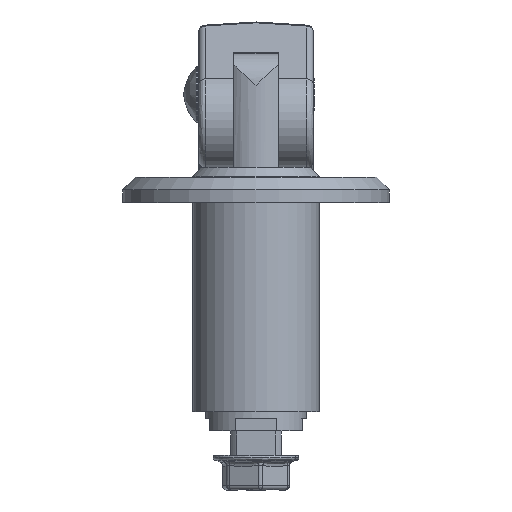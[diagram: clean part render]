
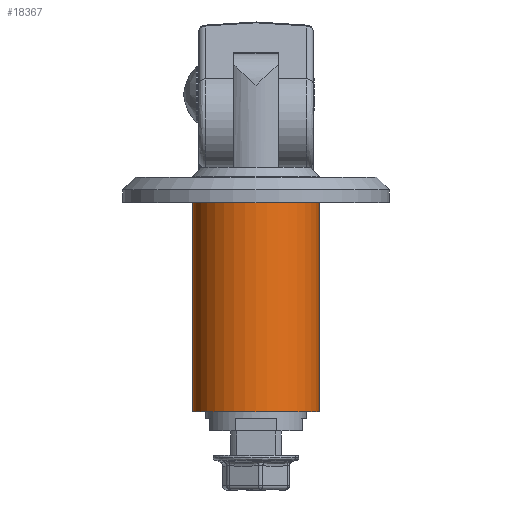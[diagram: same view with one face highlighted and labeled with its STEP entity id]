
A CAD part, front view. The second image highlights one B-rep face of the part: STEP entity #18367.
In plain terms, the highlighted cylindrical face has radius 10 mm (diameter 20 mm), a partial arc.
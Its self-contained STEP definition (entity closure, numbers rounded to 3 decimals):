
#1144 = VERTEX_POINT ( 'NONE', #22694 ) ;
#1360 = EDGE_LOOP ( 'NONE', ( #20744, #20745, #20746, #20747 ) ) ;
#6472 = FACE_OUTER_BOUND ( 'NONE', #1360, .T. ) ;
#6479 = CYLINDRICAL_SURFACE ( 'NONE', #28040, 10. ) ;
#9459 = DIRECTION ( 'NONE',  ( -1., 0., 0. ) ) ;
#9460 = DIRECTION ( 'NONE',  ( 0., 0., -1. ) ) ;
#9461 = CARTESIAN_POINT ( 'NONE',  ( 0., 0., 33. ) ) ;
#16560 = VERTEX_POINT ( 'NONE', #23582 ) ;
#16565 = VERTEX_POINT ( 'NONE', #23587 ) ;
#16570 = VERTEX_POINT ( 'NONE', #23592 ) ;
#17067 = EDGE_CURVE ( 'NONE', #16565, #16560, #25493, .T. ) ;
#17079 = EDGE_CURVE ( 'NONE', #1144, #16570, #25520, .T. ) ;
#17155 = EDGE_CURVE ( 'NONE', #16570, #16560, #25622, .T. ) ;
#17156 = EDGE_CURVE ( 'NONE', #16565, #1144, #25623, .T. ) ;
#18367 = ADVANCED_FACE ( 'NONE', ( #6472 ), #6479, .T. ) ;
#20744 = ORIENTED_EDGE ( 'NONE', *, *, #17067, .F. ) ;
#20745 = ORIENTED_EDGE ( 'NONE', *, *, #17156, .T. ) ;
#20746 = ORIENTED_EDGE ( 'NONE', *, *, #17079, .T. ) ;
#20747 = ORIENTED_EDGE ( 'NONE', *, *, #17155, .T. ) ;
#22225 = AXIS2_PLACEMENT_3D ( 'NONE', #26898, #26905, #26906 ) ;
#22226 = AXIS2_PLACEMENT_3D ( 'NONE', #26901, #26908, #26909 ) ;
#22694 = CARTESIAN_POINT ( 'NONE',  ( -10., 0., 33. ) ) ;
#23582 = CARTESIAN_POINT ( 'NONE',  ( 10., 0., 0. ) ) ;
#23587 = CARTESIAN_POINT ( 'NONE',  ( 10., 0., 33. ) ) ;
#23592 = CARTESIAN_POINT ( 'NONE',  ( -10., 0., 0. ) ) ;
#25493 = LINE ( 'NONE', #26563, #25499 ) ;
#25499 = VECTOR ( 'NONE', #26564, 1000. ) ;
#25520 = LINE ( 'NONE', #26603, #25522 ) ;
#25522 = VECTOR ( 'NONE', #26616, 1000. ) ;
#25622 = CIRCLE ( 'NONE', #22225, 10. ) ;
#25623 = CIRCLE ( 'NONE', #22226, 10. ) ;
#26563 = CARTESIAN_POINT ( 'NONE',  ( 10., 0., 33. ) ) ;
#26564 = DIRECTION ( 'NONE',  ( 0., 0., -1. ) ) ;
#26603 = CARTESIAN_POINT ( 'NONE',  ( -10., 0., 33. ) ) ;
#26616 = DIRECTION ( 'NONE',  ( 0., 0., -1. ) ) ;
#26898 = CARTESIAN_POINT ( 'NONE',  ( 0., 0., 0. ) ) ;
#26901 = CARTESIAN_POINT ( 'NONE',  ( 0., 0., 33. ) ) ;
#26905 = DIRECTION ( 'NONE',  ( 0., 0., 1. ) ) ;
#26906 = DIRECTION ( 'NONE',  ( -1., 0., 0. ) ) ;
#26908 = DIRECTION ( 'NONE',  ( 0., 0., -1. ) ) ;
#26909 = DIRECTION ( 'NONE',  ( -1., 0., 0. ) ) ;
#28040 = AXIS2_PLACEMENT_3D ( 'NONE', #9461, #9460, #9459 ) ;
